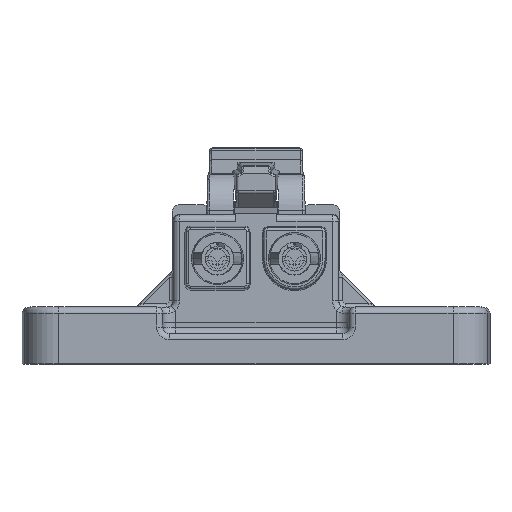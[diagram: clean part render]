
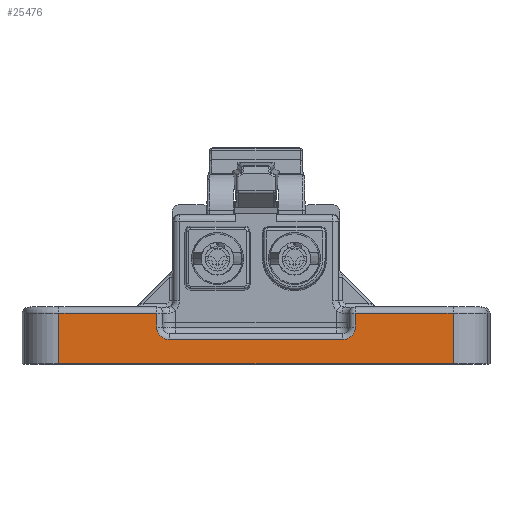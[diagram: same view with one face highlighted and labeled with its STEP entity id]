
A CAD part, top view. The second image highlights one B-rep face of the part: STEP entity #25476.
In plain terms, the highlighted planar face has unit normal (0, 0, 1).
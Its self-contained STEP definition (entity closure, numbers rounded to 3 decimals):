
#17 = CARTESIAN_POINT ( 'NONE',  ( 15.873, -8.472, 18.3 ) ) ;
#1098 = CARTESIAN_POINT ( 'NONE',  ( -8., -5.523, 18.3 ) ) ;
#1787 = ORIENTED_EDGE ( 'NONE', *, *, #20726, .T. ) ;
#1921 = DIRECTION ( 'NONE',  ( 0., 0., 1. ) ) ;
#2161 = CARTESIAN_POINT ( 'NONE',  ( -15.873, -4.4, 18.3 ) ) ;
#2451 = CARTESIAN_POINT ( 'NONE',  ( -7.5, -6.523, 18.3 ) ) ;
#2829 = VECTOR ( 'NONE', #4565, 1000. ) ;
#4104 = EDGE_CURVE ( 'NONE', #12376, #21391, #8884, .T. ) ;
#4140 = AXIS2_PLACEMENT_3D ( 'NONE', #6251, #8575, #24482 ) ;
#4195 = DIRECTION ( 'NONE',  ( 0., -1., 0. ) ) ;
#4492 = DIRECTION ( 'NONE',  ( 0., -1., 0. ) ) ;
#4517 = DIRECTION ( 'NONE',  ( 0., -1., 0. ) ) ;
#4550 = ORIENTED_EDGE ( 'NONE', *, *, #4104, .T. ) ;
#4565 = DIRECTION ( 'NONE',  ( 1., 0., 0. ) ) ;
#5165 = VECTOR ( 'NONE', #26965, 1000. ) ;
#5789 = LINE ( 'NONE', #29172, #15737 ) ;
#6033 = FACE_OUTER_BOUND ( 'NONE', #10780, .T. ) ;
#6251 = CARTESIAN_POINT ( 'NONE',  ( 15.873, 8.971, 18.3 ) ) ;
#6326 = AXIS2_PLACEMENT_3D ( 'NONE', #7977, #23893, #10299 ) ;
#6760 = CARTESIAN_POINT ( 'NONE',  ( 15.873, 8.971, 18.3 ) ) ;
#7553 = CARTESIAN_POINT ( 'NONE',  ( 8., -4.4, 18.3 ) ) ;
#7977 = CARTESIAN_POINT ( 'NONE',  ( -7., -5.523, 18.3 ) ) ;
#8575 = DIRECTION ( 'NONE',  ( 0., 0., 1. ) ) ;
#8884 = LINE ( 'NONE', #17, #2829 ) ;
#9131 = ORIENTED_EDGE ( 'NONE', *, *, #22981, .F. ) ;
#9453 = LINE ( 'NONE', #22249, #20092 ) ;
#9530 = LINE ( 'NONE', #12373, #26975 ) ;
#9620 = CARTESIAN_POINT ( 'NONE',  ( -15.873, -8.472, 18.3 ) ) ;
#10159 = LINE ( 'NONE', #15855, #26155 ) ;
#10299 = DIRECTION ( 'NONE',  ( 1., 0., 0. ) ) ;
#10632 = VECTOR ( 'NONE', #4492, 1000. ) ;
#10780 = EDGE_LOOP ( 'NONE', ( #22554, #4550, #27453, #1787, #14709, #9131, #27445, #25305, #19633, #10874 ) ) ;
#10874 = ORIENTED_EDGE ( 'NONE', *, *, #11358, .T. ) ;
#11358 = EDGE_CURVE ( 'NONE', #21538, #15698, #28690, .T. ) ;
#11704 = EDGE_CURVE ( 'NONE', #29192, #21538, #9453, .T. ) ;
#12264 = EDGE_CURVE ( 'NONE', #15698, #12376, #10159, .T. ) ;
#12373 = CARTESIAN_POINT ( 'NONE',  ( 15.873, -4.4, 18.3 ) ) ;
#12376 = VERTEX_POINT ( 'NONE', #9620 ) ;
#12967 = CARTESIAN_POINT ( 'NONE',  ( -8., -4.4, 18.3 ) ) ;
#13620 = VERTEX_POINT ( 'NONE', #16177 ) ;
#14305 = EDGE_CURVE ( 'NONE', #16846, #13620, #5789, .T. ) ;
#14709 = ORIENTED_EDGE ( 'NONE', *, *, #14305, .T. ) ;
#14936 = CIRCLE ( 'NONE', #6326, 1. ) ;
#15522 = CARTESIAN_POINT ( 'NONE',  ( 7., -5.523, 18.3 ) ) ;
#15569 = CARTESIAN_POINT ( 'NONE',  ( 15.873, -4.4, 18.3 ) ) ;
#15698 = VERTEX_POINT ( 'NONE', #2161 ) ;
#15737 = VECTOR ( 'NONE', #4195, 1000. ) ;
#15855 = CARTESIAN_POINT ( 'NONE',  ( -15.873, 8.971, 18.3 ) ) ;
#15902 = LINE ( 'NONE', #6760, #10632 ) ;
#16058 = DIRECTION ( 'NONE',  ( -1., 0., 0. ) ) ;
#16177 = CARTESIAN_POINT ( 'NONE',  ( 8., -5.523, 18.3 ) ) ;
#16315 = CARTESIAN_POINT ( 'NONE',  ( -7., -6.523, 18.3 ) ) ;
#16599 = EDGE_CURVE ( 'NONE', #29192, #28591, #14936, .T. ) ;
#16846 = VERTEX_POINT ( 'NONE', #7553 ) ;
#17823 = DIRECTION ( 'NONE',  ( 1., 0., 0. ) ) ;
#18813 = VERTEX_POINT ( 'NONE', #15569 ) ;
#19633 = ORIENTED_EDGE ( 'NONE', *, *, #11704, .T. ) ;
#19883 = PLANE ( 'NONE',  #4140 ) ;
#19917 = CARTESIAN_POINT ( 'NONE',  ( 7., -6.523, 18.3 ) ) ;
#19989 = EDGE_CURVE ( 'NONE', #27111, #28591, #25210, .T. ) ;
#20060 = DIRECTION ( 'NONE',  ( 0., 1., 0. ) ) ;
#20092 = VECTOR ( 'NONE', #20060, 1000. ) ;
#20726 = EDGE_CURVE ( 'NONE', #18813, #16846, #9530, .T. ) ;
#21391 = VERTEX_POINT ( 'NONE', #24731 ) ;
#21485 = CIRCLE ( 'NONE', #25571, 1. ) ;
#21538 = VERTEX_POINT ( 'NONE', #12967 ) ;
#22249 = CARTESIAN_POINT ( 'NONE',  ( -8., -3.9, 18.3 ) ) ;
#22360 = CARTESIAN_POINT ( 'NONE',  ( 15.873, -4.4, 18.3 ) ) ;
#22554 = ORIENTED_EDGE ( 'NONE', *, *, #12264, .T. ) ;
#22981 = EDGE_CURVE ( 'NONE', #27111, #13620, #21485, .T. ) ;
#23893 = DIRECTION ( 'NONE',  ( 0., 0., 1. ) ) ;
#24482 = DIRECTION ( 'NONE',  ( 1., 0., 0. ) ) ;
#24731 = CARTESIAN_POINT ( 'NONE',  ( 15.873, -8.472, 18.3 ) ) ;
#25210 = LINE ( 'NONE', #2451, #25935 ) ;
#25305 = ORIENTED_EDGE ( 'NONE', *, *, #16599, .F. ) ;
#25476 = ADVANCED_FACE ( 'NONE', ( #6033 ), #19883, .T. ) ;
#25571 = AXIS2_PLACEMENT_3D ( 'NONE', #15522, #1921, #17823 ) ;
#25935 = VECTOR ( 'NONE', #16058, 1000. ) ;
#26155 = VECTOR ( 'NONE', #4517, 1000. ) ;
#26965 = DIRECTION ( 'NONE',  ( -1., 0., 0. ) ) ;
#26975 = VECTOR ( 'NONE', #28267, 1000. ) ;
#27111 = VERTEX_POINT ( 'NONE', #19917 ) ;
#27217 = EDGE_CURVE ( 'NONE', #18813, #21391, #15902, .T. ) ;
#27445 = ORIENTED_EDGE ( 'NONE', *, *, #19989, .T. ) ;
#27453 = ORIENTED_EDGE ( 'NONE', *, *, #27217, .F. ) ;
#28267 = DIRECTION ( 'NONE',  ( -1., 0., 0. ) ) ;
#28591 = VERTEX_POINT ( 'NONE', #16315 ) ;
#28690 = LINE ( 'NONE', #22360, #5165 ) ;
#29172 = CARTESIAN_POINT ( 'NONE',  ( 8., -6.023, 18.3 ) ) ;
#29192 = VERTEX_POINT ( 'NONE', #1098 ) ;
